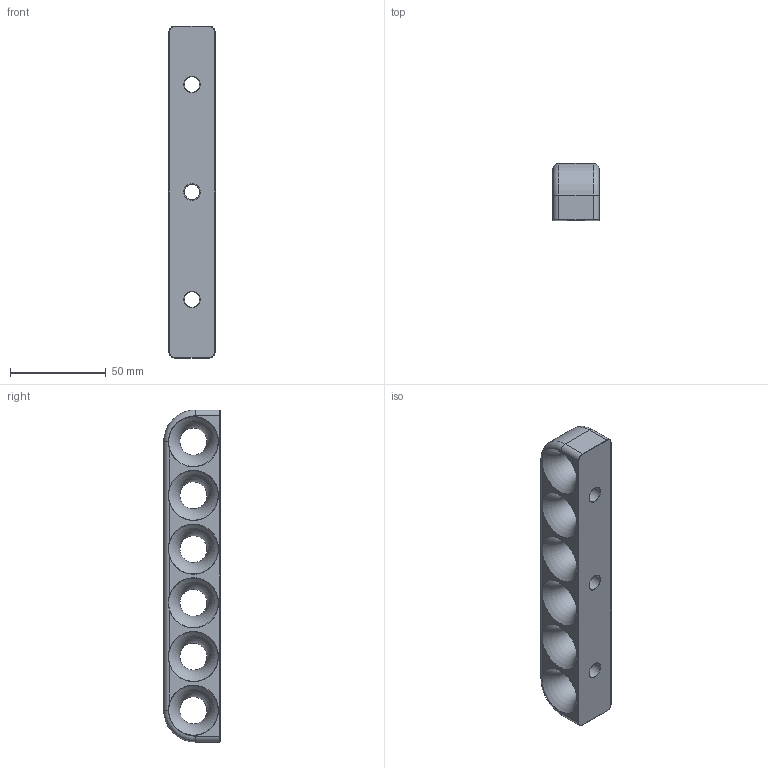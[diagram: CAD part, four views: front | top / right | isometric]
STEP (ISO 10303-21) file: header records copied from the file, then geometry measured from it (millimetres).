
FILE_DESCRIPTION(/* description */ (''),/* implementation_level */ '2;1');
FILE_NAME(/* name */ 'R6.14.stp',/* time_stamp */ '2020-11-03T09:21:10+01:00',/* author */ ('lucade'),/* organization */ (''),/* preprocessor_version */ 'ST-DEVELOPER v18.1',/* originating_system */ 'Autodesk Inventor 2021',/* authorisation */ '');
FILE_SCHEMA (('AUTOMOTIVE_DESIGN { 1 0 10303 214 3 1 1 }'));
Length unit declared in the file: millimetre
Products named in the file (1): 20110305
Bounding box: 24 x 29.5 x 173 mm (x, y, z)
Volume: 77063.7 mm3; surface area: 24090.8 mm2
Topology: 1 solids, 1 shells, 102 faces, 256 edges, 153 vertices
Faces by surface type: torus 38, cylinder 24, bspline 16, plane 15, cone 9
Full cylindrical faces by diameter (mm): 8 x3, 8.2 x3, 9.8 x3, 10 x3
Entity records: 3502 total; most frequent: CARTESIAN_POINT 968, DIRECTION 569, ORIENTED_EDGE 512, AXIS2_PLACEMENT_3D 258, EDGE_CURVE 256, CIRCLE 171, VERTEX_POINT 153, EDGE_LOOP 117
